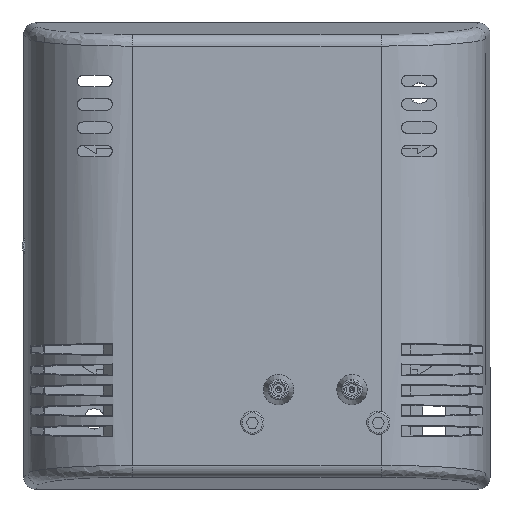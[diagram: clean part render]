
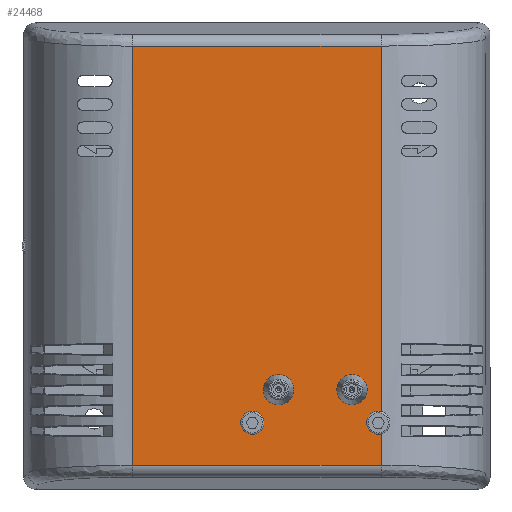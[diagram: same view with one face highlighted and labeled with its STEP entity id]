
A CAD part, top view. The second image highlights one B-rep face of the part: STEP entity #24468.
In plain terms, the highlighted face is planar.
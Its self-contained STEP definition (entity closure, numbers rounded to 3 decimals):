
#1164=FACE_BOUND('',#3400,.T.);
#1165=FACE_BOUND('',#3401,.T.);
#1166=FACE_BOUND('',#3402,.T.);
#1967=FACE_OUTER_BOUND('',#3399,.T.);
#3399=EDGE_LOOP('',(#17780,#17781,#17782,#17783,#17784,#17785));
#3400=EDGE_LOOP('',(#17786));
#3401=EDGE_LOOP('',(#17787));
#3402=EDGE_LOOP('',(#17788));
#5202=LINE('',#37175,#7447);
#5203=LINE('',#37177,#7448);
#5204=LINE('',#37179,#7449);
#5205=LINE('',#37180,#7450);
#5206=LINE('',#37181,#7451);
#7447=VECTOR('',#29424,10.);
#7448=VECTOR('',#29425,10.);
#7449=VECTOR('',#29426,10.);
#7450=VECTOR('',#29427,10.);
#7451=VECTOR('',#29428,10.);
#9136=CIRCLE('',#26041,2.5);
#9138=CIRCLE('',#26044,2.5);
#9140=CIRCLE('',#26047,0.5);
#9142=CIRCLE('',#26050,0.5);
#10305=VERTEX_POINT('',#37139);
#10307=VERTEX_POINT('',#37145);
#10309=VERTEX_POINT('',#37151);
#10311=VERTEX_POINT('',#37157);
#10317=VERTEX_POINT('',#37173);
#10318=VERTEX_POINT('',#37174);
#10319=VERTEX_POINT('',#37176);
#10320=VERTEX_POINT('',#37178);
#13008=EDGE_CURVE('',#10305,#10305,#9136,.T.);
#13011=EDGE_CURVE('',#10307,#10307,#9138,.T.);
#13014=EDGE_CURVE('',#10309,#10309,#9140,.T.);
#13017=EDGE_CURVE('',#10311,#10311,#9142,.T.);
#13025=EDGE_CURVE('',#10317,#10318,#5202,.T.);
#13026=EDGE_CURVE('',#10319,#10317,#5203,.T.);
#13027=EDGE_CURVE('',#10320,#10319,#5204,.T.);
#13028=EDGE_CURVE('',#10309,#10320,#5205,.T.);
#13029=EDGE_CURVE('',#10318,#10309,#5206,.T.);
#17780=ORIENTED_EDGE('',*,*,#13025,.F.);
#17781=ORIENTED_EDGE('',*,*,#13026,.F.);
#17782=ORIENTED_EDGE('',*,*,#13027,.F.);
#17783=ORIENTED_EDGE('',*,*,#13028,.F.);
#17784=ORIENTED_EDGE('',*,*,#13014,.T.);
#17785=ORIENTED_EDGE('',*,*,#13029,.F.);
#17786=ORIENTED_EDGE('',*,*,#13017,.T.);
#17787=ORIENTED_EDGE('',*,*,#13011,.T.);
#17788=ORIENTED_EDGE('',*,*,#13008,.T.);
#22864=PLANE('',#26053);
#24468=ADVANCED_FACE('',(#1967,#1164,#1165,#1166),#22864,.T.);
#26041=AXIS2_PLACEMENT_3D('',#37140,#29389,#29390);
#26044=AXIS2_PLACEMENT_3D('',#37146,#29396,#29397);
#26047=AXIS2_PLACEMENT_3D('',#37152,#29403,#29404);
#26050=AXIS2_PLACEMENT_3D('',#37158,#29410,#29411);
#26053=AXIS2_PLACEMENT_3D('',#37172,#29422,#29423);
#29389=DIRECTION('center_axis',(0.,-1.,0.));
#29390=DIRECTION('ref_axis',(1.,0.,0.));
#29396=DIRECTION('center_axis',(0.,-1.,0.));
#29397=DIRECTION('ref_axis',(1.,0.,0.));
#29403=DIRECTION('center_axis',(0.,-1.,0.));
#29404=DIRECTION('ref_axis',(1.,0.,0.));
#29410=DIRECTION('center_axis',(0.,-1.,0.));
#29411=DIRECTION('ref_axis',(1.,0.,0.));
#29422=DIRECTION('center_axis',(0.,1.,0.));
#29423=DIRECTION('ref_axis',(0.,0.,1.));
#29424=DIRECTION('',(-1.,0.,0.));
#29425=DIRECTION('',(0.,0.,1.));
#29426=DIRECTION('',(1.,0.,0.));
#29427=DIRECTION('',(0.,0.,-1.));
#29428=DIRECTION('',(0.,0.,-1.));
#37139=CARTESIAN_POINT('',(33.781,25.,17.02));
#37140=CARTESIAN_POINT('Origin',(36.281,25.,17.02));
#37145=CARTESIAN_POINT('',(21.181,25.,17.02));
#37146=CARTESIAN_POINT('Origin',(23.681,25.,17.02));
#37151=CARTESIAN_POINT('',(18.681,25.,11.32));
#37152=CARTESIAN_POINT('Origin',(19.181,25.,11.32));
#37157=CARTESIAN_POINT('',(40.281,25.,11.32));
#37158=CARTESIAN_POINT('Origin',(40.781,25.,11.32));
#37172=CARTESIAN_POINT('Origin',(0.,25.,0.));
#37173=CARTESIAN_POINT('',(61.319,25.,75.98));
#37174=CARTESIAN_POINT('',(18.681,25.,75.98));
#37175=CARTESIAN_POINT('',(20.,25.,75.98));
#37176=CARTESIAN_POINT('',(61.319,25.,4.02));
#37177=CARTESIAN_POINT('',(61.319,25.,0.));
#37178=CARTESIAN_POINT('',(18.681,25.,4.02));
#37179=CARTESIAN_POINT('',(20.,25.,4.02));
#37180=CARTESIAN_POINT('',(18.681,25.,0.));
#37181=CARTESIAN_POINT('',(18.681,25.,0.));
